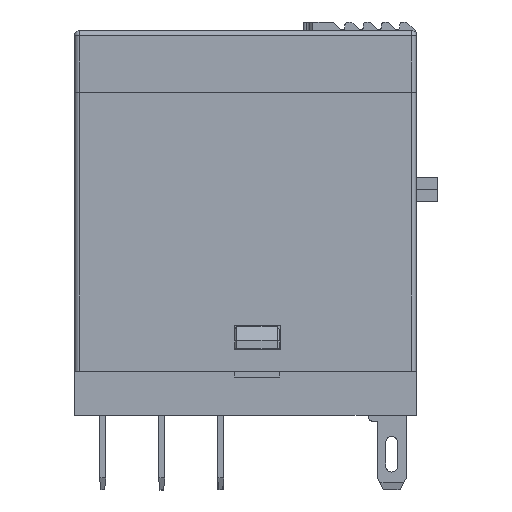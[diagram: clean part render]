
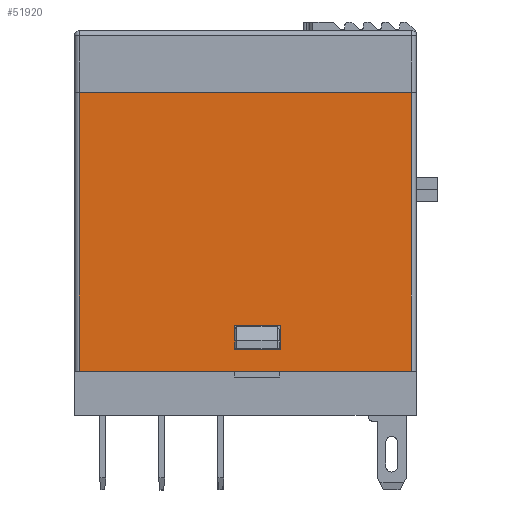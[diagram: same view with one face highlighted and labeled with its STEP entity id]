
A CAD part, top view. The second image highlights one B-rep face of the part: STEP entity #51920.
In plain terms, the highlighted planar face has unit normal (0, 0, 1).
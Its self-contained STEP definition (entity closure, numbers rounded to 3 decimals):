
#45 = EDGE_CURVE ( 'NONE', #61114, #47965, #28262, .T. ) ;
#2480 = ORIENTED_EDGE ( 'NONE', *, *, #6684, .F. ) ;
#3968 = CARTESIAN_POINT ( 'NONE',  ( -14.4, 0., 6.3 ) ) ;
#4588 = AXIS2_PLACEMENT_3D ( 'NONE', #42289, #47189, #18030 ) ;
#5582 = CARTESIAN_POINT ( 'NONE',  ( 3., 1.85, 6.3 ) ) ;
#5960 = VERTEX_POINT ( 'NONE', #56117 ) ;
#6213 = VECTOR ( 'NONE', #49207, 1000. ) ;
#6684 = EDGE_CURVE ( 'NONE', #40316, #9050, #46845, .T. ) ;
#7931 = ORIENTED_EDGE ( 'NONE', *, *, #37607, .T. ) ;
#8861 = DIRECTION ( 'NONE',  ( 1., 0., 0. ) ) ;
#9050 = VERTEX_POINT ( 'NONE', #44651 ) ;
#9914 = DIRECTION ( 'NONE',  ( -1., 0., 0. ) ) ;
#10733 = EDGE_LOOP ( 'NONE', ( #33214, #2480, #49276, #50021 ) ) ;
#11210 = CARTESIAN_POINT ( 'NONE',  ( -0.9, 1.85, 6.3 ) ) ;
#11928 = CARTESIAN_POINT ( 'NONE',  ( 14., 23.5, 6.3 ) ) ;
#12111 = VERTEX_POINT ( 'NONE', #38158 ) ;
#12523 = VERTEX_POINT ( 'NONE', #43180 ) ;
#14135 = VECTOR ( 'NONE', #8861, 1000. ) ;
#15886 = EDGE_CURVE ( 'NONE', #9050, #61114, #44229, .T. ) ;
#16109 = DIRECTION ( 'NONE',  ( 1., 0., 0. ) ) ;
#16843 = DIRECTION ( 'NONE',  ( 0., 1., 0. ) ) ;
#17142 = LINE ( 'NONE', #11928, #41486 ) ;
#18030 = DIRECTION ( 'NONE',  ( -1., 0., 0. ) ) ;
#18133 = EDGE_CURVE ( 'NONE', #47965, #40316, #22708, .T. ) ;
#18592 = VERTEX_POINT ( 'NONE', #38567 ) ;
#19654 = ORIENTED_EDGE ( 'NONE', *, *, #44709, .T. ) ;
#20692 = LINE ( 'NONE', #34474, #6213 ) ;
#21014 = FACE_BOUND ( 'NONE', #10733, .T. ) ;
#22708 = LINE ( 'NONE', #43965, #48587 ) ;
#28262 = LINE ( 'NONE', #49092, #51110 ) ;
#33214 = ORIENTED_EDGE ( 'NONE', *, *, #15886, .F. ) ;
#33373 = LINE ( 'NONE', #48910, #57710 ) ;
#34200 = DIRECTION ( 'NONE',  ( 0., -1., 0. ) ) ;
#34336 = CARTESIAN_POINT ( 'NONE',  ( -0.9, 3.85, 6.3 ) ) ;
#34474 = CARTESIAN_POINT ( 'NONE',  ( -14.4, 23.5, 6.3 ) ) ;
#34651 = CARTESIAN_POINT ( 'NONE',  ( -0.9, 3.85, 6.3 ) ) ;
#37378 = PLANE ( 'NONE',  #4588 ) ;
#37607 = EDGE_CURVE ( 'NONE', #5960, #12111, #17142, .T. ) ;
#38158 = CARTESIAN_POINT ( 'NONE',  ( 14., 23.5, 6.3 ) ) ;
#38567 = CARTESIAN_POINT ( 'NONE',  ( -14., 23.5, 6.3 ) ) ;
#39022 = DIRECTION ( 'NONE',  ( 0., -1., 0. ) ) ;
#39278 = ORIENTED_EDGE ( 'NONE', *, *, #61531, .F. ) ;
#40316 = VERTEX_POINT ( 'NONE', #34651 ) ;
#41486 = VECTOR ( 'NONE', #16843, 1000. ) ;
#41568 = LINE ( 'NONE', #3968, #14135 ) ;
#42289 = CARTESIAN_POINT ( 'NONE',  ( -14.4, 23.5, 6.3 ) ) ;
#42671 = EDGE_LOOP ( 'NONE', ( #45145, #7931, #39278, #19654 ) ) ;
#43180 = CARTESIAN_POINT ( 'NONE',  ( -14., 0., 6.3 ) ) ;
#43965 = CARTESIAN_POINT ( 'NONE',  ( -0.9, 3.85, 6.3 ) ) ;
#44229 = LINE ( 'NONE', #11210, #45753 ) ;
#44651 = CARTESIAN_POINT ( 'NONE',  ( -0.9, 1.85, 6.3 ) ) ;
#44709 = EDGE_CURVE ( 'NONE', #18592, #12523, #33373, .T. ) ;
#45145 = ORIENTED_EDGE ( 'NONE', *, *, #46301, .T. ) ;
#45753 = VECTOR ( 'NONE', #16109, 1000. ) ;
#46161 = CARTESIAN_POINT ( 'NONE',  ( 3., 3.85, 6.3 ) ) ;
#46301 = EDGE_CURVE ( 'NONE', #12523, #5960, #41568, .T. ) ;
#46845 = LINE ( 'NONE', #34336, #59721 ) ;
#46875 = FACE_OUTER_BOUND ( 'NONE', #42671, .T. ) ;
#47189 = DIRECTION ( 'NONE',  ( 0., 0., -1. ) ) ;
#47965 = VERTEX_POINT ( 'NONE', #46161 ) ;
#48587 = VECTOR ( 'NONE', #9914, 1000. ) ;
#48910 = CARTESIAN_POINT ( 'NONE',  ( -14., 23.5, 6.3 ) ) ;
#49092 = CARTESIAN_POINT ( 'NONE',  ( 3., 3.85, 6.3 ) ) ;
#49207 = DIRECTION ( 'NONE',  ( 1., 0., 0. ) ) ;
#49276 = ORIENTED_EDGE ( 'NONE', *, *, #18133, .F. ) ;
#49382 = DIRECTION ( 'NONE',  ( 0., 1., 0. ) ) ;
#50021 = ORIENTED_EDGE ( 'NONE', *, *, #45, .F. ) ;
#51110 = VECTOR ( 'NONE', #49382, 1000. ) ;
#51920 = ADVANCED_FACE ( 'NONE', ( #21014, #46875 ), #37378, .F. ) ;
#56117 = CARTESIAN_POINT ( 'NONE',  ( 14., 0., 6.3 ) ) ;
#57710 = VECTOR ( 'NONE', #34200, 1000. ) ;
#59721 = VECTOR ( 'NONE', #39022, 1000. ) ;
#61114 = VERTEX_POINT ( 'NONE', #5582 ) ;
#61531 = EDGE_CURVE ( 'NONE', #18592, #12111, #20692, .T. ) ;
